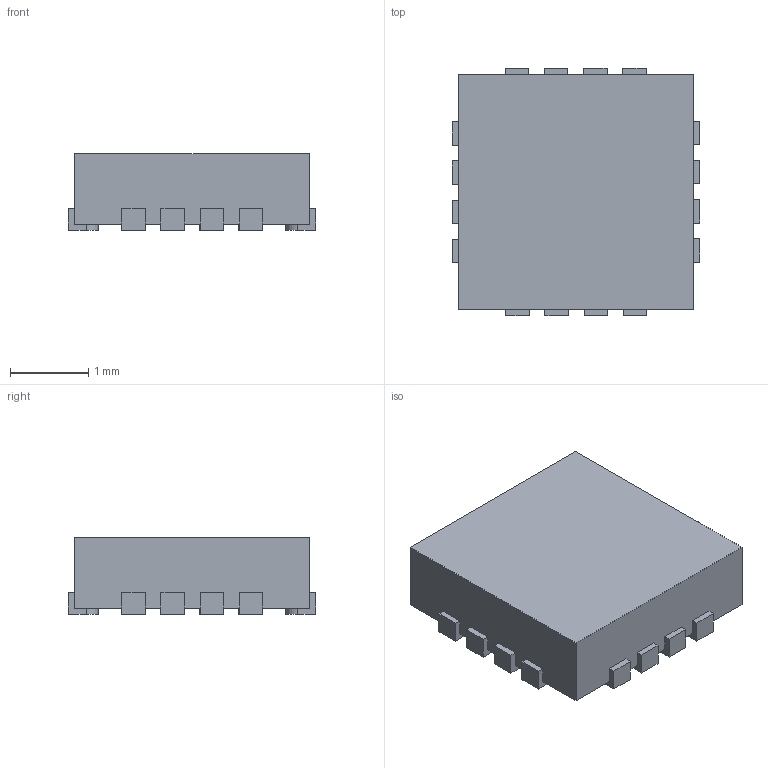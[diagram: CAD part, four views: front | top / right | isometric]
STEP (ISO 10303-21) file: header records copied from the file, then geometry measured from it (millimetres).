
FILE_DESCRIPTION (( 'STEP AP214' ), '1' );
FILE_NAME ('QFN16-3X3MM_1_1_V03.STEP', '2015-03-30T18:27:44', ( '' ), ( '' ), 'SwSTEP 2.0', 'SolidWorks 2014', '' );
FILE_SCHEMA (( 'AUTOMOTIVE_DESIGN' ));
Length unit declared in the file: millimetre
Products named in the file (1): QFN16-3X3MM_1_1_V03
Bounding box: 3.16 x 3.16 x 0.98 mm (x, y, z)
Volume: 8.3 mm3; surface area: 31.7 mm2
Topology: 1 solids, 1 shells, 102 faces, 300 edges, 200 vertices
Faces by surface type: plane 86, cylinder 16
Entity records: 4512 total; most frequent: CARTESIAN_POINT 603, ORIENTED_EDGE 600, DIRECTION 538, EDGE_CURVE 300, LINE 268, VECTOR 268, VERTEX_POINT 200, AXIS2_PLACEMENT_3D 135
